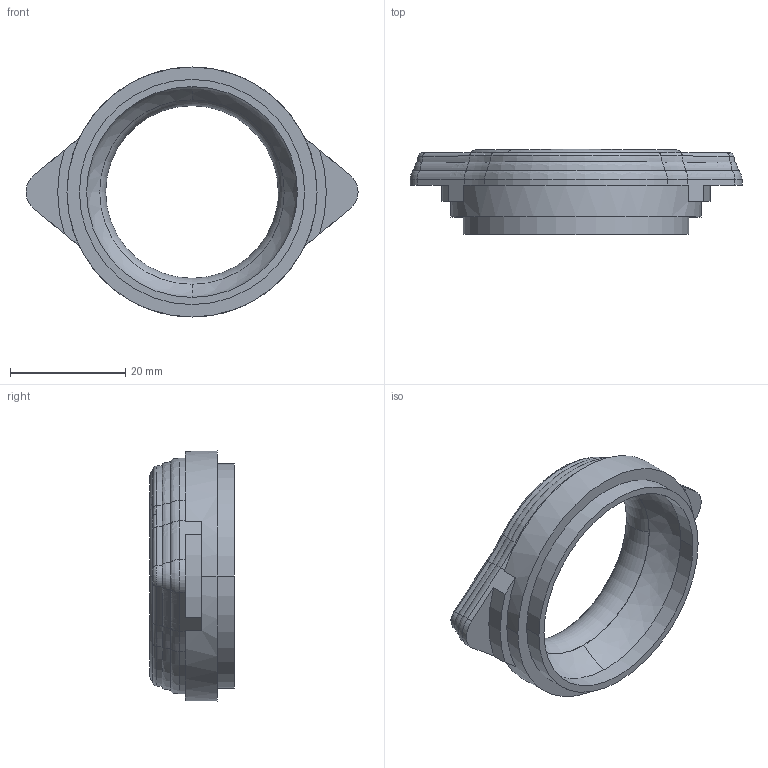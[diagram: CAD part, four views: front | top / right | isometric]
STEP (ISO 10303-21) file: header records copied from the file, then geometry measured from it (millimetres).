
FILE_DESCRIPTION((''),'2;1');
FILE_NAME('18-OEIL-2_V4','2022-05-31T14:43:50',('cao3'),(''),'CREO PARAMETRIC BY PTC INC, 2020454','CREO PARAMETRIC BY PTC INC, 2020454','');
FILE_SCHEMA(('CONFIG_CONTROL_DESIGN'));
Length unit declared in the file: millimetre
Products named in the file (1): 18-OEIL-2_V4
Bounding box: 57.5 x 14.66 x 43.3 mm (x, y, z)
Volume: 6658.5 mm3; surface area: 5259.9 mm2
Topology: 1 solids, 1 shells, 101 faces, 258 edges, 162 vertices
Faces by surface type: cylinder 30, revolution 24, plane 21, extrusion 12, torus 10, bspline 4
Entity records: 4085 total; most frequent: CARTESIAN_POINT 1640, ORIENTED_EDGE 516, DIRECTION 466, EDGE_CURVE 258, AXIS2_PLACEMENT_3D 173, VERTEX_POINT 162, CIRCLE 112, EDGE_LOOP 106
